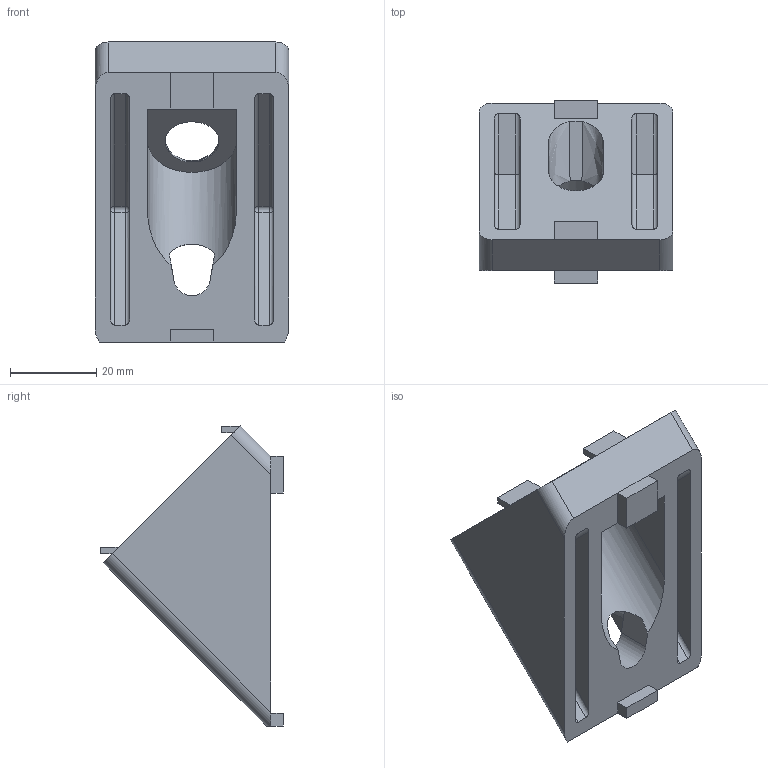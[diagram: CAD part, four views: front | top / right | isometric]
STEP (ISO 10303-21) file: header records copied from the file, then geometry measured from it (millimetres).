
FILE_DESCRIPTION( ( 'STEP AP203' ), '1' );
FILE_NAME( '093WS45245N10.stp', '2021-11-24T14:02:39', ( 'License CC BY-ND 4.0' ), ( 'CADENAS' ), ' ', 'PARTsolutions', ' ' );
FILE_SCHEMA( ( 'CONFIG_CONTROL_DESIGN' ) );
Length unit declared in the file: millimetre
Products named in the file (1): _093WS45245N10
Bounding box: 45 x 42.51 x 69.71 mm (x, y, z)
Volume: 42974.5 mm3; surface area: 16590.6 mm2
Topology: 1 solids, 1 shells, 87 faces, 227 edges, 146 vertices
Faces by surface type: plane 53, cylinder 29, sphere 4, bspline 1
Entity records: 2852 total; most frequent: CARTESIAN_POINT 643, ORIENTED_EDGE 454, DIRECTION 443, EDGE_CURVE 227, LINE 157, VECTOR 157, VERTEX_POINT 146, AXIS2_PLACEMENT_3D 143
